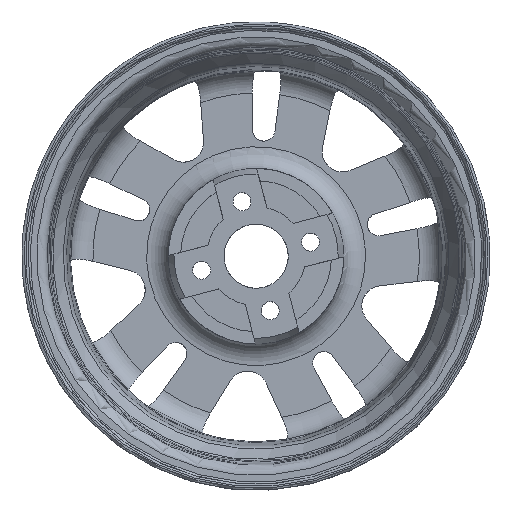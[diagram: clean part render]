
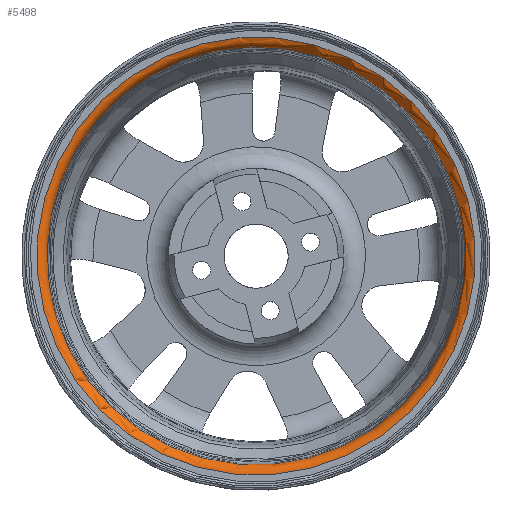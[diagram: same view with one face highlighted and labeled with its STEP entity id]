
A CAD part, front view. The second image highlights one B-rep face of the part: STEP entity #5498.
In plain terms, the highlighted toroidal (fillet/blend) face has major radius 194.684 mm and minor radius 9.108 mm.
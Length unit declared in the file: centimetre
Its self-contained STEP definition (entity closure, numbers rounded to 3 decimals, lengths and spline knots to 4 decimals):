
#981=FACE_BOUND('',#1570,.T.);
#1236=FACE_OUTER_BOUND('',#1569,.T.);
#1569=EDGE_LOOP('',(#4725));
#1570=EDGE_LOOP('',(#4726));
#1900=CIRCLE('',#5881,18.5611);
#1901=CIRCLE('',#5883,19.4624);
#2433=VERTEX_POINT('',#17127);
#2434=VERTEX_POINT('',#17130);
#3245=EDGE_CURVE('',#2433,#2433,#1900,.T.);
#3246=EDGE_CURVE('',#2434,#2434,#1901,.T.);
#4725=ORIENTED_EDGE('',*,*,#3246,.T.);
#4726=ORIENTED_EDGE('',*,*,#3245,.T.);
#5268=TOROIDAL_SURFACE('',#5882,19.4684,0.9108);
#5498=ADVANCED_FACE('',(#1236,#981),#5268,.T.);
#5881=AXIS2_PLACEMENT_3D('',#17128,#6615,#6616);
#5882=AXIS2_PLACEMENT_3D('',#17129,#6617,#6618);
#5883=AXIS2_PLACEMENT_3D('',#17131,#6619,#6620);
#6615=DIRECTION('center_axis',(0.,1.,-0.001));
#6616=DIRECTION('ref_axis',(0.73,0.,0.683));
#6617=DIRECTION('center_axis',(0.,-1.,0.001));
#6618=DIRECTION('ref_axis',(0.968,0.,0.25));
#6619=DIRECTION('center_axis',(0.,-1.,0.001));
#6620=DIRECTION('ref_axis',(-0.968,0.,-0.25));
#17127=CARTESIAN_POINT('',(13.5511,52.5945,12.6931));
#17128=CARTESIAN_POINT('Origin',(0.0019,52.5881,0.0071));
#17129=CARTESIAN_POINT('Origin',(0.0019,52.6674,0.0071));
#17130=CARTESIAN_POINT('',(4.8642,51.7452,-18.8376));
#17131=CARTESIAN_POINT('Origin',(0.0018,51.7566,0.0076));
